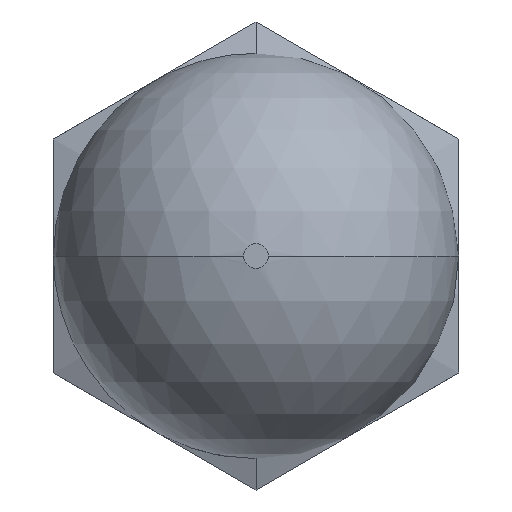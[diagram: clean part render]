
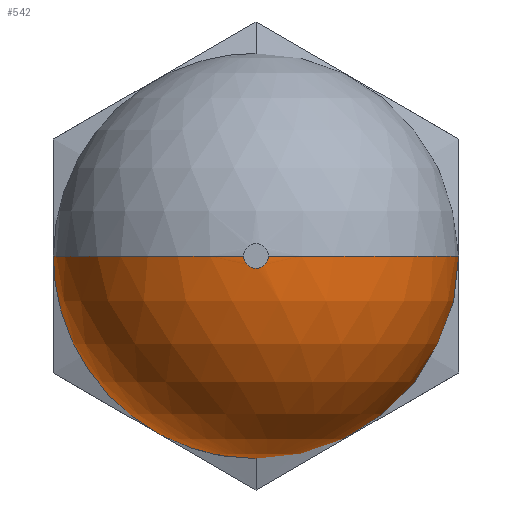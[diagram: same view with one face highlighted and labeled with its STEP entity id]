
A CAD part, front view. The second image highlights one B-rep face of the part: STEP entity #542.
In plain terms, the highlighted spherical face has radius 11 mm.
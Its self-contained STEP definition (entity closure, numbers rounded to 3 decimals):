
#46 = EDGE_LOOP ( 'NONE', ( #935, #758, #99, #669, #786 ) ) ;
#51 = EDGE_CURVE ( 'NONE', #804, #787, #645, .T. ) ;
#58 = EDGE_CURVE ( 'NONE', #804, #986, #647, .T. ) ;
#60 = AXIS2_PLACEMENT_3D ( 'NONE', #273, #896, #900 ) ;
#82 = CARTESIAN_POINT ( 'NONE',  ( -7.5, -13., 0. ) ) ;
#87 = AXIS2_PLACEMENT_3D ( 'NONE', #193, #201, #202 ) ;
#99 = ORIENTED_EDGE ( 'NONE', *, *, #445, .T. ) ;
#126 = EDGE_CURVE ( 'NONE', #986, #1007, #648, .T. ) ;
#193 = CARTESIAN_POINT ( 'NONE',  ( 0., -13., 0. ) ) ;
#201 = DIRECTION ( 'NONE',  ( 0., 1., 0. ) ) ;
#202 = DIRECTION ( 'NONE',  ( 0., 0., 1. ) ) ;
#208 = CARTESIAN_POINT ( 'NONE',  ( 0.663, -32.027, 0. ) ) ;
#263 = DIRECTION ( 'NONE',  ( 0., 0., 1. ) ) ;
#273 = CARTESIAN_POINT ( 'NONE',  ( 0., -21.047, 0. ) ) ;
#289 = CARTESIAN_POINT ( 'NONE',  ( 0., -32.027, 0. ) ) ;
#296 = DIRECTION ( 'NONE',  ( 0., 1., 0. ) ) ;
#321 = EDGE_CURVE ( 'NONE', #1007, #979, #832, .T. ) ;
#325 = DIRECTION ( 'NONE',  ( -1., 0., 0. ) ) ;
#347 = DIRECTION ( 'NONE',  ( 0., 0., 1. ) ) ;
#358 = CARTESIAN_POINT ( 'NONE',  ( 0., -21.047, 0. ) ) ;
#363 = AXIS2_PLACEMENT_3D ( 'NONE', #899, #895, #889 ) ;
#392 = AXIS2_PLACEMENT_3D ( 'NONE', #520, #517, #516 ) ;
#403 = CARTESIAN_POINT ( 'NONE',  ( 0., -13., -7.5 ) ) ;
#445 = EDGE_CURVE ( 'NONE', #787, #979, #551, .T. ) ;
#457 = CARTESIAN_POINT ( 'NONE',  ( -0.663, -32.027, 0. ) ) ;
#498 = SPHERICAL_SURFACE ( 'NONE', #820, 11. ) ;
#512 = FACE_OUTER_BOUND ( 'NONE', #46, .T. ) ;
#516 = DIRECTION ( 'NONE',  ( -1., 0., 0. ) ) ;
#517 = DIRECTION ( 'NONE',  ( 0., 0., -1. ) ) ;
#520 = CARTESIAN_POINT ( 'NONE',  ( 0., -21.047, 0. ) ) ;
#524 = AXIS2_PLACEMENT_3D ( 'NONE', #289, #296, #263 ) ;
#542 = ADVANCED_FACE ( 'NONE', ( #512 ), #498, .T. ) ;
#551 = CIRCLE ( 'NONE', #392, 11. ) ;
#560 = CARTESIAN_POINT ( 'NONE',  ( 7.5, -13., 0. ) ) ;
#645 = CIRCLE ( 'NONE', #524, 0.663 ) ;
#647 = CIRCLE ( 'NONE', #60, 11. ) ;
#648 = CIRCLE ( 'NONE', #87, 7.5 ) ;
#669 = ORIENTED_EDGE ( 'NONE', *, *, #321, .F. ) ;
#758 = ORIENTED_EDGE ( 'NONE', *, *, #51, .T. ) ;
#786 = ORIENTED_EDGE ( 'NONE', *, *, #126, .F. ) ;
#787 = VERTEX_POINT ( 'NONE', #457 ) ;
#804 = VERTEX_POINT ( 'NONE', #208 ) ;
#820 = AXIS2_PLACEMENT_3D ( 'NONE', #358, #347, #325 ) ;
#832 = CIRCLE ( 'NONE', #363, 7.5 ) ;
#889 = DIRECTION ( 'NONE',  ( 0., 0., 1. ) ) ;
#895 = DIRECTION ( 'NONE',  ( 0., 1., 0. ) ) ;
#896 = DIRECTION ( 'NONE',  ( 0., 0., 1. ) ) ;
#899 = CARTESIAN_POINT ( 'NONE',  ( 0., -13., 0. ) ) ;
#900 = DIRECTION ( 'NONE',  ( 1., 0., 0. ) ) ;
#935 = ORIENTED_EDGE ( 'NONE', *, *, #58, .F. ) ;
#979 = VERTEX_POINT ( 'NONE', #82 ) ;
#986 = VERTEX_POINT ( 'NONE', #560 ) ;
#1007 = VERTEX_POINT ( 'NONE', #403 ) ;
